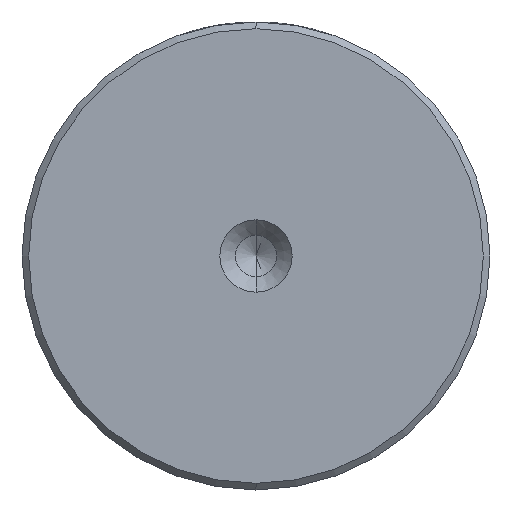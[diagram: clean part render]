
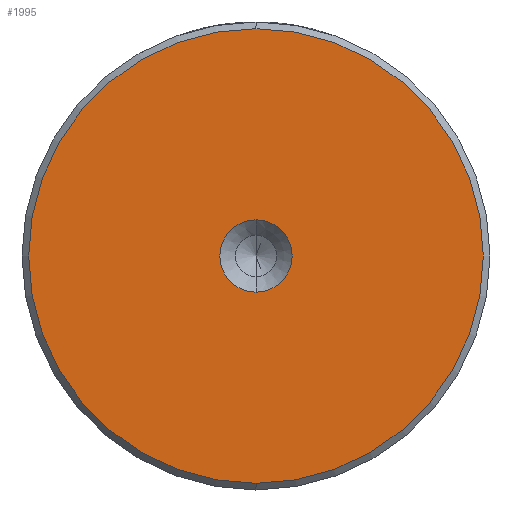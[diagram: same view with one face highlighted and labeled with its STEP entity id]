
A CAD part, left-side view. The second image highlights one B-rep face of the part: STEP entity #1995.
In plain terms, the highlighted planar face has unit normal (-1, 0, 0).
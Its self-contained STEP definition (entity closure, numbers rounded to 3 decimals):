
#27 = FACE_BOUND ( 'NONE', #2376, .T. ) ;
#39 = CARTESIAN_POINT ( 'NONE',  ( 0., 0., 0. ) ) ;
#80 = DIRECTION ( 'NONE',  ( 0., 0., 1. ) ) ;
#181 = EDGE_CURVE ( 'NONE', #1225, #1937, #1572, .T. ) ;
#221 = DIRECTION ( 'NONE',  ( 0., 0., 1. ) ) ;
#279 = AXIS2_PLACEMENT_3D ( 'NONE', #739, #2035, #914 ) ;
#353 = CIRCLE ( 'NONE', #1988, 2.7 ) ;
#356 = FACE_OUTER_BOUND ( 'NONE', #1784, .T. ) ;
#458 = CARTESIAN_POINT ( 'NONE',  ( 0., 0., 0. ) ) ;
#490 = VERTEX_POINT ( 'NONE', #2221 ) ;
#624 = ORIENTED_EDGE ( 'NONE', *, *, #1271, .F. ) ;
#682 = VERTEX_POINT ( 'NONE', #1581 ) ;
#739 = CARTESIAN_POINT ( 'NONE',  ( 0., 0., 0. ) ) ;
#865 = AXIS2_PLACEMENT_3D ( 'NONE', #1874, #1862, #1855 ) ;
#896 = DIRECTION ( 'NONE',  ( -1., 0., 0. ) ) ;
#914 = DIRECTION ( 'NONE',  ( 0., 0., 1. ) ) ;
#1166 = ORIENTED_EDGE ( 'NONE', *, *, #181, .T. ) ;
#1167 = DIRECTION ( 'NONE',  ( -1., 0., 0. ) ) ;
#1225 = VERTEX_POINT ( 'NONE', #2359 ) ;
#1249 = CIRCLE ( 'NONE', #2208, 2.7 ) ;
#1271 = EDGE_CURVE ( 'NONE', #682, #490, #353, .T. ) ;
#1274 = CIRCLE ( 'NONE', #279, 17. ) ;
#1307 = DIRECTION ( 'NONE',  ( -1., 0., 0. ) ) ;
#1312 = EDGE_CURVE ( 'NONE', #490, #682, #1249, .T. ) ;
#1572 = CIRCLE ( 'NONE', #865, 17. ) ;
#1578 = EDGE_CURVE ( 'NONE', #1937, #1225, #1274, .T. ) ;
#1581 = CARTESIAN_POINT ( 'NONE',  ( 0., 0., -2.7 ) ) ;
#1784 = EDGE_LOOP ( 'NONE', ( #1912, #1166 ) ) ;
#1855 = DIRECTION ( 'NONE',  ( 0., 0., 1. ) ) ;
#1862 = DIRECTION ( 'NONE',  ( -1., 0., 0. ) ) ;
#1874 = CARTESIAN_POINT ( 'NONE',  ( 0., 0., 0. ) ) ;
#1912 = ORIENTED_EDGE ( 'NONE', *, *, #1578, .T. ) ;
#1937 = VERTEX_POINT ( 'NONE', #2255 ) ;
#1988 = AXIS2_PLACEMENT_3D ( 'NONE', #2022, #896, #2199 ) ;
#1995 = ADVANCED_FACE ( 'NONE', ( #356, #27 ), #2276, .T. ) ;
#2022 = CARTESIAN_POINT ( 'NONE',  ( 0., 0., 0. ) ) ;
#2035 = DIRECTION ( 'NONE',  ( -1., 0., 0. ) ) ;
#2081 = AXIS2_PLACEMENT_3D ( 'NONE', #458, #1167, #80 ) ;
#2199 = DIRECTION ( 'NONE',  ( 0., 0., 1. ) ) ;
#2208 = AXIS2_PLACEMENT_3D ( 'NONE', #39, #1307, #221 ) ;
#2221 = CARTESIAN_POINT ( 'NONE',  ( 0., 0., 2.7 ) ) ;
#2255 = CARTESIAN_POINT ( 'NONE',  ( 0., 0., -17. ) ) ;
#2276 = PLANE ( 'NONE',  #2081 ) ;
#2303 = ORIENTED_EDGE ( 'NONE', *, *, #1312, .F. ) ;
#2359 = CARTESIAN_POINT ( 'NONE',  ( 0., 0., 17. ) ) ;
#2376 = EDGE_LOOP ( 'NONE', ( #2303, #624 ) ) ;
